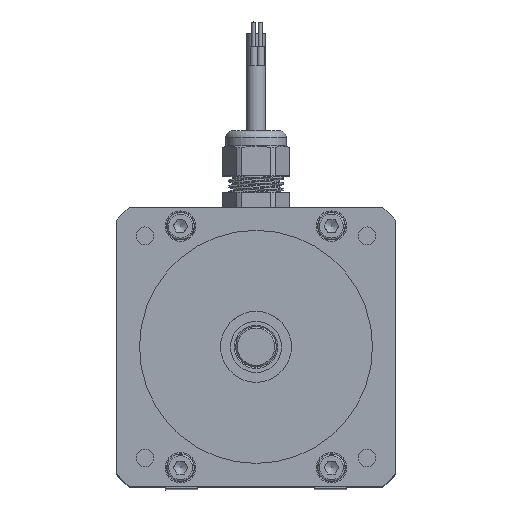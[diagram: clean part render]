
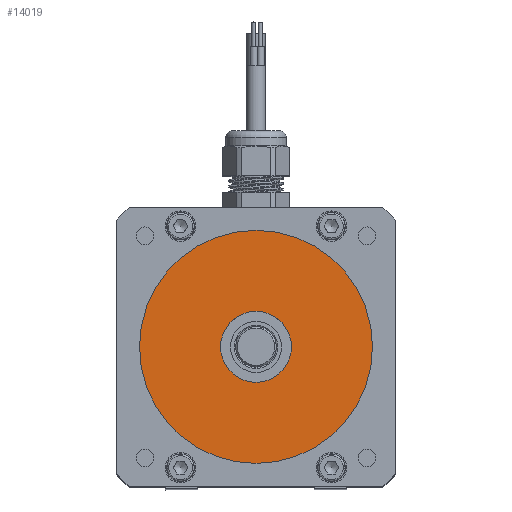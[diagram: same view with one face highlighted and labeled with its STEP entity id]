
A CAD part, top view. The second image highlights one B-rep face of the part: STEP entity #14019.
In plain terms, the highlighted planar face has unit normal (0, 0, 1).
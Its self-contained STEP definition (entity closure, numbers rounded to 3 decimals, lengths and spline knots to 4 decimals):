
#3369=FACE_BOUND('',#4318,.T.);
#3518=FACE_OUTER_BOUND('',#4317,.T.);
#4317=EDGE_LOOP('',(#9752));
#4318=EDGE_LOOP('',(#9753));
#5212=CIRCLE('',#15604,0.4375);
#5224=CIRCLE('',#15627,1.4375);
#6134=VERTEX_POINT('',#21901);
#6145=VERTEX_POINT('',#21941);
#7585=EDGE_CURVE('',#6134,#6134,#5212,.T.);
#7604=EDGE_CURVE('',#6145,#6145,#5224,.T.);
#9752=ORIENTED_EDGE('',*,*,#7604,.T.);
#9753=ORIENTED_EDGE('',*,*,#7585,.T.);
#13690=PLANE('',#15629);
#14019=ADVANCED_FACE('',(#3518,#3369),#13690,.T.);
#15604=AXIS2_PLACEMENT_3D('',#21902,#17484,#17485);
#15627=AXIS2_PLACEMENT_3D('',#21943,#17537,#17538);
#15629=AXIS2_PLACEMENT_3D('',#21945,#17541,#17542);
#17484=DIRECTION('center_axis',(0.,0.,-1.));
#17485=DIRECTION('ref_axis',(-1.,0.,0.));
#17537=DIRECTION('center_axis',(0.,0.,1.));
#17538=DIRECTION('ref_axis',(-1.,0.,0.));
#17541=DIRECTION('center_axis',(0.,0.,1.));
#17542=DIRECTION('ref_axis',(1.,0.,0.));
#21901=CARTESIAN_POINT('',(0.4375,0.,0.));
#21902=CARTESIAN_POINT('Origin',(0.,0.,0.));
#21941=CARTESIAN_POINT('',(1.4375,0.,0.));
#21943=CARTESIAN_POINT('Origin',(0.,0.,0.));
#21945=CARTESIAN_POINT('Origin',(0.,0.,
0.));
